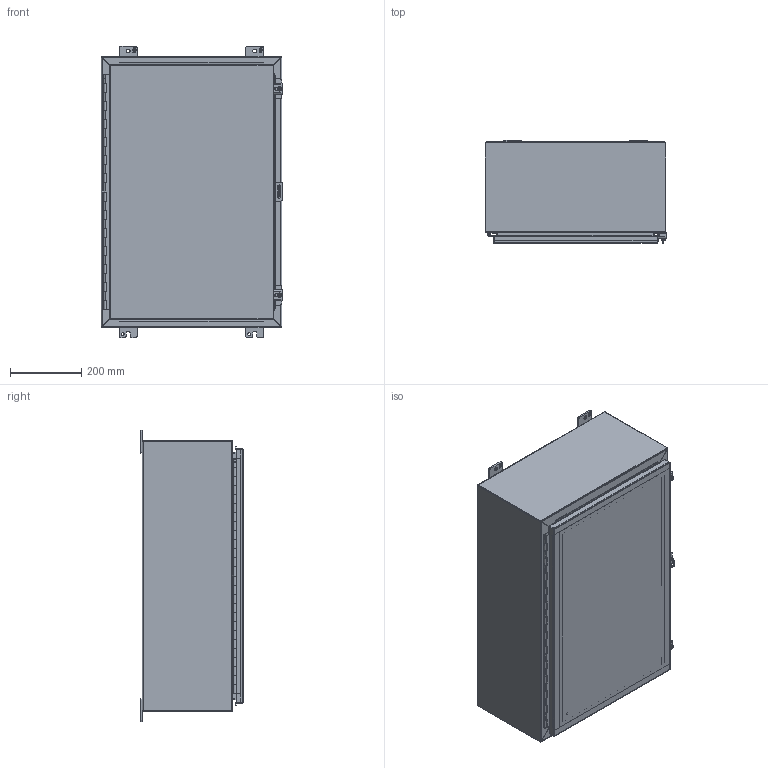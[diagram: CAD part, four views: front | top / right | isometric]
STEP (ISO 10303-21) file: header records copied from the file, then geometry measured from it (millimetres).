
FILE_DESCRIPTION (( 'STEP AP214' ), '1' );
FILE_NAME ('1418F10.STEP', '2019-10-23T20:53:14', ( '' ), ( '' ), 'SwSTEP 2.0', 'SolidWorks 2019', '' );
FILE_SCHEMA (( 'AUTOMOTIVE_DESIGN' ));
Length unit declared in the file: inch
Products named in the file (1): 1418F10
Bounding box: 511.18 x 290.5 x 819.15 mm (x, y, z)
Volume: 3984997.8 mm3; surface area: 4083519.2 mm2
Topology: 38 solids, 38 shells, 1046 faces, 2652 edges, 1705 vertices
Faces by surface type: plane 717, cylinder 275, bspline 40, sphere 8, cone 6
Full cylindrical faces by diameter (mm): 3.175 x1, 4.763 x1, 5.41 x2, 6.198 x2, 6.35 x2, 6.731 x2, 7.137 x2, 7.805 x2, 7.937 x4, 8.382 x4, 9.525 x4, 9.906 x2, 11.113 x4, 11.303 x2, 12.7 x6, 16.51 x4, 25.4 x2
Entity records: 46462 total; most frequent: CARTESIAN_POINT 8192, ORIENTED_EDGE 5164, DIRECTION 4969, EDGE_CURVE 2582, LINE 1965, VECTOR 1965, VERTEX_POINT 1705, AXIS2_PLACEMENT_3D 1502
